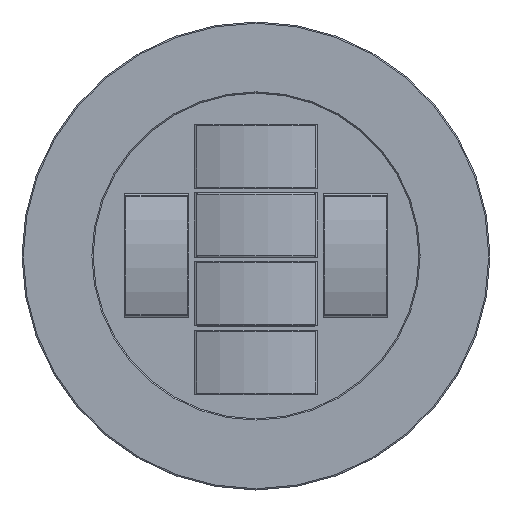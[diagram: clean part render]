
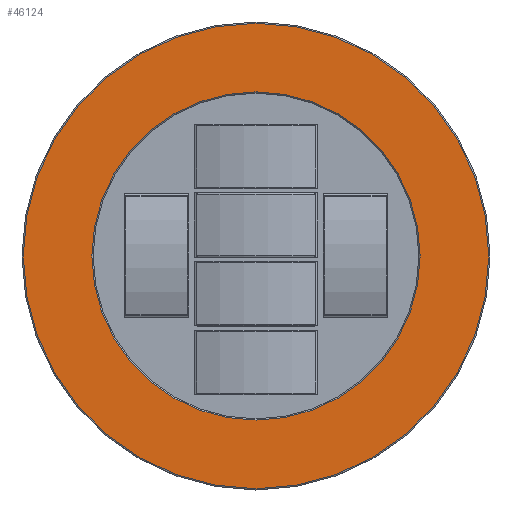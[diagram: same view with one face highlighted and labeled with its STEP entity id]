
A CAD part, top view. The second image highlights one B-rep face of the part: STEP entity #46124.
In plain terms, the highlighted planar face has unit normal (0, 0, 1).
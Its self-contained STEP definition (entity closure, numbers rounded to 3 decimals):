
#3683 = VERTEX_POINT ( 'NONE', #19571 ) ;
#3938 = CARTESIAN_POINT ( 'NONE',  ( -26.3, 0., 0. ) ) ;
#5215 = DIRECTION ( 'NONE',  ( 0., 0., 1. ) ) ;
#9123 = CARTESIAN_POINT ( 'NONE',  ( 0., 0., 0. ) ) ;
#12773 = DIRECTION ( 'NONE',  ( 0., 0., -1. ) ) ;
#16442 = FACE_OUTER_BOUND ( 'NONE', #19550, .T. ) ;
#19464 = CIRCLE ( 'NONE', #48606, 37.3 ) ;
#19550 = EDGE_LOOP ( 'NONE', ( #25961 ) ) ;
#19571 = CARTESIAN_POINT ( 'NONE',  ( -37.3, 0., 0. ) ) ;
#19907 = ORIENTED_EDGE ( 'NONE', *, *, #38830, .T. ) ;
#20914 = CIRCLE ( 'NONE', #25904, 26.3 ) ;
#21108 = DIRECTION ( 'NONE',  ( -1., 0., 0. ) ) ;
#23443 = FACE_BOUND ( 'NONE', #37144, .T. ) ;
#25904 = AXIS2_PLACEMENT_3D ( 'NONE', #30242, #34928, #34681 ) ;
#25961 = ORIENTED_EDGE ( 'NONE', *, *, #46247, .T. ) ;
#30242 = CARTESIAN_POINT ( 'NONE',  ( 0., 0., 0. ) ) ;
#31127 = AXIS2_PLACEMENT_3D ( 'NONE', #32308, #12773, #43822 ) ;
#32308 = CARTESIAN_POINT ( 'NONE',  ( 0., 0., 0. ) ) ;
#34681 = DIRECTION ( 'NONE',  ( -1., 0., 0. ) ) ;
#34928 = DIRECTION ( 'NONE',  ( 0., 0., -1. ) ) ;
#37144 = EDGE_LOOP ( 'NONE', ( #19907 ) ) ;
#38830 = EDGE_CURVE ( 'NONE', #43836, #43836, #20914, .T. ) ;
#43822 = DIRECTION ( 'NONE',  ( -1., 0., 0. ) ) ;
#43836 = VERTEX_POINT ( 'NONE', #3938 ) ;
#46124 = ADVANCED_FACE ( 'NONE', ( #23443, #16442 ), #48237, .F. ) ;
#46247 = EDGE_CURVE ( 'NONE', #3683, #3683, #19464, .T. ) ;
#48237 = PLANE ( 'NONE',  #31127 ) ;
#48606 = AXIS2_PLACEMENT_3D ( 'NONE', #9123, #5215, #21108 ) ;
